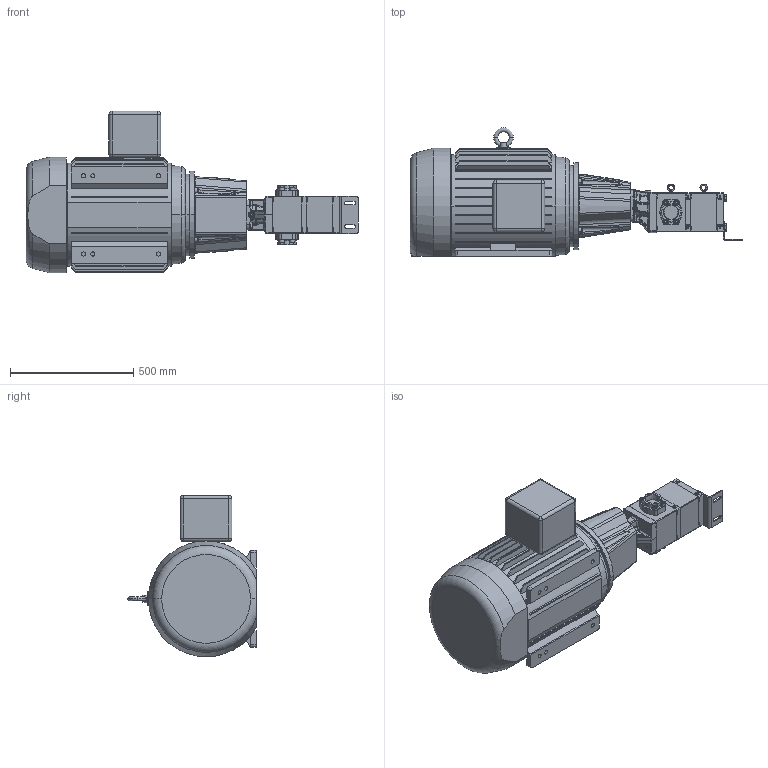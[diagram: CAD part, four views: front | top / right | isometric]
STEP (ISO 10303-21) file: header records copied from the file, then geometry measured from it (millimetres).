
FILE_DESCRIPTION (( 'STEP AP214' ), '1' );
FILE_NAME ('GPV-1022-003-U.STEP', '2021-08-18T19:19:16', ( '' ), ( '' ), 'SwSTEP 2.0', 'SolidWorks 2020', '' );
FILE_SCHEMA (( 'AUTOMOTIVE_DESIGN' ));
Length unit declared in the file: inch
Products named in the file (1): GPV-1022-003-U
Bounding box: 1348.77 x 521.28 x 656.08 mm (x, y, z)
Volume: 126281820.4 mm3; surface area: 2726142.1 mm2
Topology: 1 solids, 1 shells, 4050 faces, 10634 edges, 6863 vertices
Faces by surface type: plane 2230, bspline 1089, cylinder 403, cone 254, sphere 40, torus 34
Entity records: 197906 total; most frequent: CARTESIAN_POINT 74712, ORIENTED_EDGE 21204, DIRECTION 14819, EDGE_CURVE 10602, VERTEX_POINT 6863, VECTOR 6577, LINE 6577, EDGE_LOOP 4389
